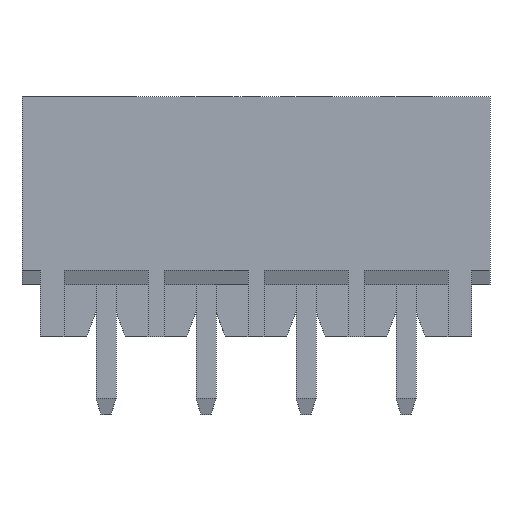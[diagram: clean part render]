
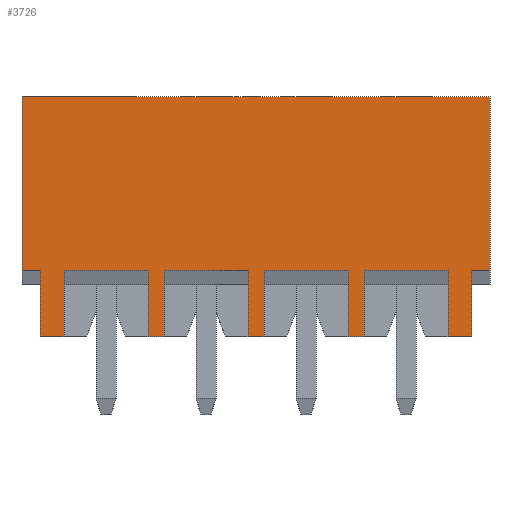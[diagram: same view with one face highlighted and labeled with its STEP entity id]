
A CAD part, front view. The second image highlights one B-rep face of the part: STEP entity #3726.
In plain terms, the highlighted planar face has unit normal (0, -1, 0).
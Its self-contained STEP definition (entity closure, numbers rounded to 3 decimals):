
#386=ORIENTED_EDGE('',*,*,#1435,.T.);
#387=ORIENTED_EDGE('',*,*,#1436,.T.);
#388=ORIENTED_EDGE('',*,*,#1437,.T.);
#389=ORIENTED_EDGE('',*,*,#1352,.F.);
#390=ORIENTED_EDGE('',*,*,#1360,.T.);
#391=ORIENTED_EDGE('',*,*,#1438,.T.);
#392=ORIENTED_EDGE('',*,*,#1439,.T.);
#393=ORIENTED_EDGE('',*,*,#1287,.T.);
#394=ORIENTED_EDGE('',*,*,#1440,.F.);
#395=ORIENTED_EDGE('',*,*,#1441,.F.);
#396=ORIENTED_EDGE('',*,*,#1373,.F.);
#397=ORIENTED_EDGE('',*,*,#1371,.F.);
#398=ORIENTED_EDGE('',*,*,#1442,.T.);
#399=ORIENTED_EDGE('',*,*,#1443,.T.);
#400=ORIENTED_EDGE('',*,*,#1444,.T.);
#401=ORIENTED_EDGE('',*,*,#1445,.F.);
#402=ORIENTED_EDGE('',*,*,#1446,.T.);
#403=ORIENTED_EDGE('',*,*,#1447,.T.);
#404=ORIENTED_EDGE('',*,*,#1448,.T.);
#405=ORIENTED_EDGE('',*,*,#1449,.F.);
#406=ORIENTED_EDGE('',*,*,#1450,.T.);
#407=ORIENTED_EDGE('',*,*,#1451,.T.);
#408=ORIENTED_EDGE('',*,*,#1452,.T.);
#409=ORIENTED_EDGE('',*,*,#1400,.F.);
#1287=EDGE_CURVE('',#1824,#1823,#2178,.T.);
#1352=EDGE_CURVE('',#1875,#1876,#2239,.T.);
#1360=EDGE_CURVE('',#1875,#1882,#2247,.T.);
#1371=EDGE_CURVE('',#1891,#1885,#2258,.T.);
#1373=EDGE_CURVE('',#1885,#1893,#2260,.T.);
#1400=EDGE_CURVE('',#1909,#1910,#2287,.T.);
#1435=EDGE_CURVE('',#1909,#1931,#2322,.T.);
#1436=EDGE_CURVE('',#1931,#1932,#2323,.T.);
#1437=EDGE_CURVE('',#1932,#1876,#2324,.T.);
#1438=EDGE_CURVE('',#1882,#1933,#2325,.T.);
#1439=EDGE_CURVE('',#1933,#1824,#2326,.T.);
#1440=EDGE_CURVE('',#1934,#1823,#2327,.T.);
#1441=EDGE_CURVE('',#1893,#1934,#2328,.T.);
#1442=EDGE_CURVE('',#1891,#1935,#2329,.T.);
#1443=EDGE_CURVE('',#1935,#1936,#2330,.T.);
#1444=EDGE_CURVE('',#1936,#1937,#2331,.T.);
#1445=EDGE_CURVE('',#1938,#1937,#2332,.T.);
#1446=EDGE_CURVE('',#1938,#1939,#2333,.T.);
#1447=EDGE_CURVE('',#1939,#1940,#2334,.T.);
#1448=EDGE_CURVE('',#1940,#1941,#2335,.T.);
#1449=EDGE_CURVE('',#1942,#1941,#2336,.T.);
#1450=EDGE_CURVE('',#1942,#1943,#2337,.T.);
#1451=EDGE_CURVE('',#1943,#1944,#2338,.T.);
#1452=EDGE_CURVE('',#1944,#1910,#2339,.T.);
#1823=VERTEX_POINT('',#5301);
#1824=VERTEX_POINT('',#5303);
#1875=VERTEX_POINT('',#5427);
#1876=VERTEX_POINT('',#5429);
#1882=VERTEX_POINT('',#5443);
#1885=VERTEX_POINT('',#5453);
#1891=VERTEX_POINT('',#5465);
#1893=VERTEX_POINT('',#5471);
#1909=VERTEX_POINT('',#5521);
#1910=VERTEX_POINT('',#5523);
#1931=VERTEX_POINT('',#5587);
#1932=VERTEX_POINT('',#5589);
#1933=VERTEX_POINT('',#5592);
#1934=VERTEX_POINT('',#5595);
#1935=VERTEX_POINT('',#5598);
#1936=VERTEX_POINT('',#5600);
#1937=VERTEX_POINT('',#5602);
#1938=VERTEX_POINT('',#5604);
#1939=VERTEX_POINT('',#5606);
#1940=VERTEX_POINT('',#5608);
#1941=VERTEX_POINT('',#5610);
#1942=VERTEX_POINT('',#5612);
#1943=VERTEX_POINT('',#5614);
#1944=VERTEX_POINT('',#5616);
#2178=LINE('',#5302,#2701);
#2239=LINE('',#5428,#2762);
#2247=LINE('',#5444,#2770);
#2258=LINE('',#5466,#2781);
#2260=LINE('',#5470,#2783);
#2287=LINE('',#5522,#2810);
#2322=LINE('',#5586,#2845);
#2323=LINE('',#5588,#2846);
#2324=LINE('',#5590,#2847);
#2325=LINE('',#5591,#2848);
#2326=LINE('',#5593,#2849);
#2327=LINE('',#5594,#2850);
#2328=LINE('',#5596,#2851);
#2329=LINE('',#5597,#2852);
#2330=LINE('',#5599,#2853);
#2331=LINE('',#5601,#2854);
#2332=LINE('',#5603,#2855);
#2333=LINE('',#5605,#2856);
#2334=LINE('',#5607,#2857);
#2335=LINE('',#5609,#2858);
#2336=LINE('',#5611,#2859);
#2337=LINE('',#5613,#2860);
#2338=LINE('',#5615,#2861);
#2339=LINE('',#5617,#2862);
#2701=VECTOR('',#4260,1000.);
#2762=VECTOR('',#4347,1000.);
#2770=VECTOR('',#4357,1000.);
#2781=VECTOR('',#4372,1000.);
#2783=VECTOR('',#4376,1000.);
#2810=VECTOR('',#4419,1000.);
#2845=VECTOR('',#4470,1000.);
#2846=VECTOR('',#4471,1000.);
#2847=VECTOR('',#4472,1000.);
#2848=VECTOR('',#4473,1000.);
#2849=VECTOR('',#4474,1000.);
#2850=VECTOR('',#4475,1000.);
#2851=VECTOR('',#4476,1000.);
#2852=VECTOR('',#4477,1000.);
#2853=VECTOR('',#4478,1000.);
#2854=VECTOR('',#4479,1000.);
#2855=VECTOR('',#4480,1000.);
#2856=VECTOR('',#4481,1000.);
#2857=VECTOR('',#4482,1000.);
#2858=VECTOR('',#4483,1000.);
#2859=VECTOR('',#4484,1000.);
#2860=VECTOR('',#4485,1000.);
#2861=VECTOR('',#4486,1000.);
#2862=VECTOR('',#4487,1000.);
#3155=EDGE_LOOP('',(#386,#387,#388,#389,#390,#391,#392,#393,#394,#395,#396,
#397,#398,#399,#400,#401,#402,#403,#404,#405,#406,#407,#408,#409));
#3354=FACE_BOUND('',#3155,.T.);
#3552=PLANE('',#3955);
#3726=ADVANCED_FACE('',(#3354),#3552,.T.);
#3955=AXIS2_PLACEMENT_3D('',#5585,#4468,#4469);
#4260=DIRECTION('',(-1.,0.,0.));
#4347=DIRECTION('',(-1.,0.,0.));
#4357=DIRECTION('',(0.,0.,1.));
#4372=DIRECTION('',(-1.,0.,0.));
#4376=DIRECTION('',(0.,0.,1.));
#4419=DIRECTION('',(-1.,0.,0.));
#4468=DIRECTION('',(0.,-1.,0.));
#4469=DIRECTION('',(0.,0.,-1.));
#4470=DIRECTION('',(0.,0.,1.));
#4471=DIRECTION('',(1.,0.,0.));
#4472=DIRECTION('',(0.,0.,-1.));
#4473=DIRECTION('',(1.,0.,0.));
#4474=DIRECTION('',(0.,0.,1.));
#4475=DIRECTION('',(0.,0.,1.));
#4476=DIRECTION('',(-1.,0.,0.));
#4477=DIRECTION('',(0.,0.,1.));
#4478=DIRECTION('',(1.,0.,0.));
#4479=DIRECTION('',(0.,0.,-1.));
#4480=DIRECTION('',(-1.,0.,0.));
#4481=DIRECTION('',(0.,0.,1.));
#4482=DIRECTION('',(1.,0.,0.));
#4483=DIRECTION('',(0.,0.,-1.));
#4484=DIRECTION('',(-1.,0.,0.));
#4485=DIRECTION('',(0.,0.,1.));
#4486=DIRECTION('',(1.,0.,0.));
#4487=DIRECTION('',(0.,0.,-1.));
#5301=CARTESIAN_POINT('',(-11.7,-3.775,6.));
#5302=CARTESIAN_POINT('',(11.7,-3.775,6.));
#5303=CARTESIAN_POINT('',(11.7,-3.775,6.));
#5427=CARTESIAN_POINT('',(10.79,-3.775,-6.));
#5428=CARTESIAN_POINT('',(11.7,-3.775,-6.));
#5429=CARTESIAN_POINT('',(9.6,-3.775,-6.));
#5443=CARTESIAN_POINT('',(10.79,-3.775,-2.65));
#5444=CARTESIAN_POINT('',(10.79,-3.775,-6.));
#5453=CARTESIAN_POINT('',(-10.79,-3.775,-6.));
#5465=CARTESIAN_POINT('',(-9.6,-3.775,-6.));
#5466=CARTESIAN_POINT('',(11.7,-3.775,-6.));
#5470=CARTESIAN_POINT('',(-10.79,-3.775,-6.));
#5471=CARTESIAN_POINT('',(-10.79,-3.775,-2.65));
#5521=CARTESIAN_POINT('',(5.4,-3.775,-6.));
#5522=CARTESIAN_POINT('',(11.7,-3.775,-6.));
#5523=CARTESIAN_POINT('',(4.6,-3.775,-6.));
#5585=CARTESIAN_POINT('',(11.7,-3.775,-6.));
#5586=CARTESIAN_POINT('',(5.4,-3.775,-6.));
#5587=CARTESIAN_POINT('',(5.4,-3.775,-2.65));
#5588=CARTESIAN_POINT('',(11.7,-3.775,-2.65));
#5589=CARTESIAN_POINT('',(9.6,-3.775,-2.65));
#5590=CARTESIAN_POINT('',(9.6,-3.775,-3.4));
#5591=CARTESIAN_POINT('',(10.79,-3.775,-2.65));
#5592=CARTESIAN_POINT('',(11.7,-3.775,-2.65));
#5593=CARTESIAN_POINT('',(11.7,-3.775,-6.));
#5594=CARTESIAN_POINT('',(-11.7,-3.775,-6.));
#5595=CARTESIAN_POINT('',(-11.7,-3.775,-2.65));
#5596=CARTESIAN_POINT('',(-10.79,-3.775,-2.65));
#5597=CARTESIAN_POINT('',(-9.6,-3.775,-6.));
#5598=CARTESIAN_POINT('',(-9.6,-3.775,-2.65));
#5599=CARTESIAN_POINT('',(11.7,-3.775,-2.65));
#5600=CARTESIAN_POINT('',(-5.4,-3.775,-2.65));
#5601=CARTESIAN_POINT('',(-5.4,-3.775,-3.4));
#5602=CARTESIAN_POINT('',(-5.4,-3.775,-6.));
#5603=CARTESIAN_POINT('',(11.7,-3.775,-6.));
#5604=CARTESIAN_POINT('',(-4.6,-3.775,-6.));
#5605=CARTESIAN_POINT('',(-4.6,-3.775,-6.));
#5606=CARTESIAN_POINT('',(-4.6,-3.775,-2.65));
#5607=CARTESIAN_POINT('',(11.7,-3.775,-2.65));
#5608=CARTESIAN_POINT('',(-0.4,-3.775,-2.65));
#5609=CARTESIAN_POINT('',(-0.4,-3.775,-3.4));
#5610=CARTESIAN_POINT('',(-0.4,-3.775,-6.));
#5611=CARTESIAN_POINT('',(11.7,-3.775,-6.));
#5612=CARTESIAN_POINT('',(0.4,-3.775,-6.));
#5613=CARTESIAN_POINT('',(0.4,-3.775,-6.));
#5614=CARTESIAN_POINT('',(0.4,-3.775,-2.65));
#5615=CARTESIAN_POINT('',(11.7,-3.775,-2.65));
#5616=CARTESIAN_POINT('',(4.6,-3.775,-2.65));
#5617=CARTESIAN_POINT('',(4.6,-3.775,-3.4));
